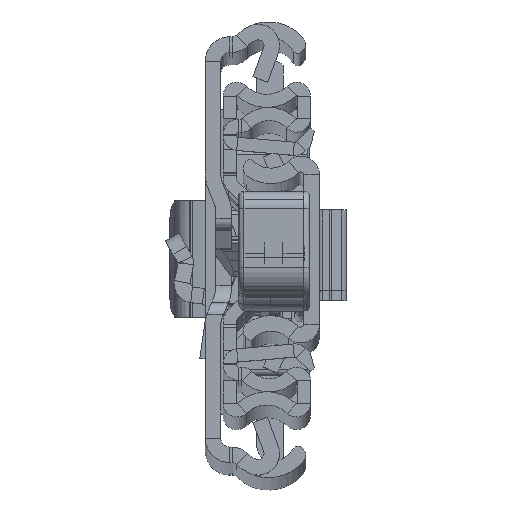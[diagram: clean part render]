
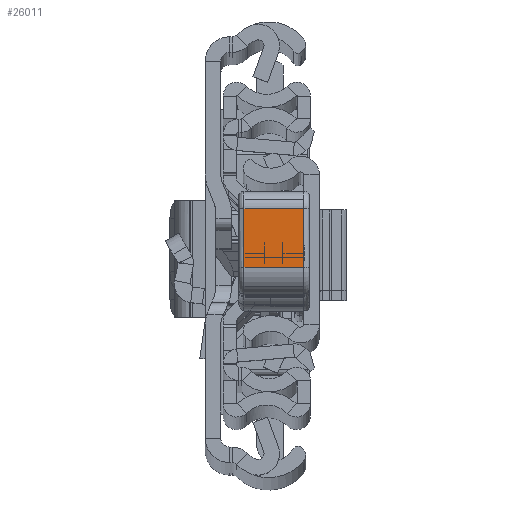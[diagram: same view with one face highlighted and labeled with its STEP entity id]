
A CAD part, top view. The second image highlights one B-rep face of the part: STEP entity #26011.
In plain terms, the highlighted face is planar.
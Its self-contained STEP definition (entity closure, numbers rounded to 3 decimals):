
#199 = DIRECTION ( 'NONE',  ( -0.027, -1., 0. ) ) ;
#1250 = DIRECTION ( 'NONE',  ( -0.027, -1., 0. ) ) ;
#2678 = VECTOR ( 'NONE', #24093, 1000. ) ;
#3282 = LINE ( 'NONE', #6586, #2678 ) ;
#4356 = DIRECTION ( 'NONE',  ( 0.027, 1., 0. ) ) ;
#5073 = VECTOR ( 'NONE', #4356, 1000. ) ;
#6586 = CARTESIAN_POINT ( 'NONE',  ( 39.818, -2.465, -11. ) ) ;
#8025 = CARTESIAN_POINT ( 'NONE',  ( 39.55, -12.274, -10. ) ) ;
#8122 = AXIS2_PLACEMENT_3D ( 'NONE', #17741, #29817, #199 ) ;
#8323 = EDGE_CURVE ( 'NONE', #35753, #9164, #36641, .T. ) ;
#8872 = PLANE ( 'NONE',  #8122 ) ;
#8939 = CARTESIAN_POINT ( 'NONE',  ( 39.818, -2.465, 0. ) ) ;
#9164 = VERTEX_POINT ( 'NONE', #8025 ) ;
#9776 = ORIENTED_EDGE ( 'NONE', *, *, #24361, .F. ) ;
#10122 = CARTESIAN_POINT ( 'NONE',  ( 39.55, -12.274, -11. ) ) ;
#11136 = ORIENTED_EDGE ( 'NONE', *, *, #26585, .F. ) ;
#13011 = LINE ( 'NONE', #10122, #36980 ) ;
#13832 = VERTEX_POINT ( 'NONE', #8939 ) ;
#15696 = DIRECTION ( 'NONE',  ( 0., 0., 1. ) ) ;
#16284 = CARTESIAN_POINT ( 'NONE',  ( 39.55, -12.274, -10. ) ) ;
#17741 = CARTESIAN_POINT ( 'NONE',  ( 39.55, -12.274, -11. ) ) ;
#18984 = LINE ( 'NONE', #30681, #5073 ) ;
#20117 = ORIENTED_EDGE ( 'NONE', *, *, #27721, .F. ) ;
#24093 = DIRECTION ( 'NONE',  ( 0., 0., -1. ) ) ;
#24361 = EDGE_CURVE ( 'NONE', #9164, #35844, #13011, .T. ) ;
#25895 = ORIENTED_EDGE ( 'NONE', *, *, #8323, .F. ) ;
#26011 = ADVANCED_FACE ( 'NONE', ( #26157 ), #8872, .F. ) ;
#26157 = FACE_OUTER_BOUND ( 'NONE', #35325, .T. ) ;
#26585 = EDGE_CURVE ( 'NONE', #35844, #13832, #18984, .T. ) ;
#27721 = EDGE_CURVE ( 'NONE', #13832, #35753, #3282, .T. ) ;
#29817 = DIRECTION ( 'NONE',  ( -1., 0.027, 0. ) ) ;
#29885 = VECTOR ( 'NONE', #1250, 1000. ) ;
#30681 = CARTESIAN_POINT ( 'NONE',  ( 39.55, -12.274, 0. ) ) ;
#34315 = CARTESIAN_POINT ( 'NONE',  ( 39.55, -12.274, 0. ) ) ;
#35325 = EDGE_LOOP ( 'NONE', ( #9776, #25895, #20117, #11136 ) ) ;
#35753 = VERTEX_POINT ( 'NONE', #37022 ) ;
#35844 = VERTEX_POINT ( 'NONE', #34315 ) ;
#36641 = LINE ( 'NONE', #16284, #29885 ) ;
#36980 = VECTOR ( 'NONE', #15696, 1000. ) ;
#37022 = CARTESIAN_POINT ( 'NONE',  ( 39.818, -2.465, -10. ) ) ;
